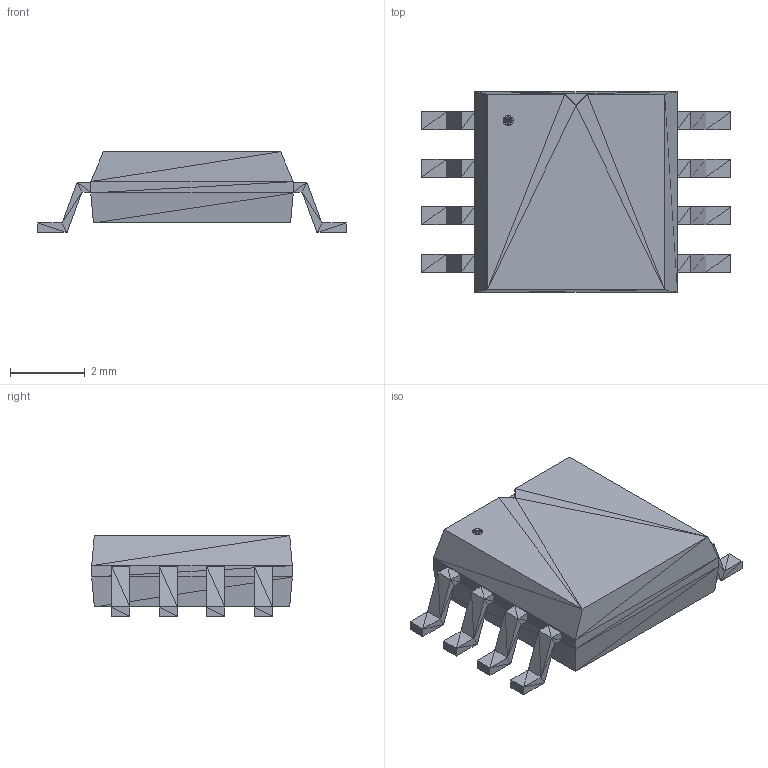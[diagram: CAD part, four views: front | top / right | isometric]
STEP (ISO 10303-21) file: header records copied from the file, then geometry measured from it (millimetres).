
FILE_DESCRIPTION(('STEP AP214'),'1');
FILE_NAME('8S2-L','2018-11-05T21:18:13',(''),(''),'','','');
FILE_SCHEMA(('AUTOMOTIVE_DESIGN'));
Length unit declared in the file: millimetre
Products named in the file (1): product
Bounding box: 8.25 x 5.36 x 2.16 mm (x, y, z)
Surface area: 120.1 mm2 (no closed solid volume)
Topology: 0 solids, 396 shells, 396 faces, 1188 edges, 1188 vertices
Faces by surface type: plane 396
Entity records: 13127 total; most frequent: CARTESIAN_POINT 2773, DIRECTION 1982, ORIENTED_EDGE 1188, EDGE_CURVE 1188, VERTEX_POINT 1188, LINE 1188, VECTOR 1188, AXIS2_PLACEMENT_3D 397
